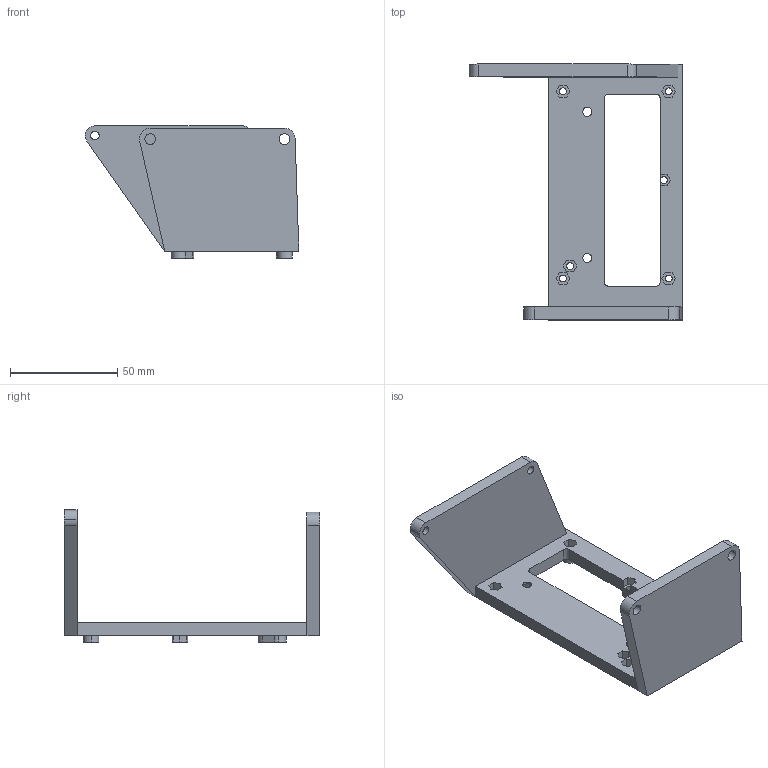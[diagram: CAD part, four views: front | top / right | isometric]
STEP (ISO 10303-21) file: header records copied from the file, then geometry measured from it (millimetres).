
FILE_DESCRIPTION (( 'STEP AP214' ), '1' );
FILE_NAME ('PCB_Carrier_Board.STEP', '2025-07-12T06:04:07', ( 'wsy' ), ( '' ), 'SwSTEP 2.0', 'SolidWorks 2020', '' );
FILE_SCHEMA (( 'AUTOMOTIVE_DESIGN' ));
Length unit declared in the file: millimetre
Products named in the file (1): PCBذ
Bounding box: 99.44 x 119 x 61.49 mm (x, y, z)
Volume: 73558 mm3; surface area: 31264.4 mm2
Topology: 1 solids, 1 shells, 126 faces, 337 edges, 224 vertices
Faces by surface type: plane 83, cylinder 43
Entity records: 4017 total; most frequent: CARTESIAN_POINT 688, DIRECTION 677, ORIENTED_EDGE 674, EDGE_CURVE 337, VECTOR 251, LINE 251, VERTEX_POINT 224, AXIS2_PLACEMENT_3D 213
